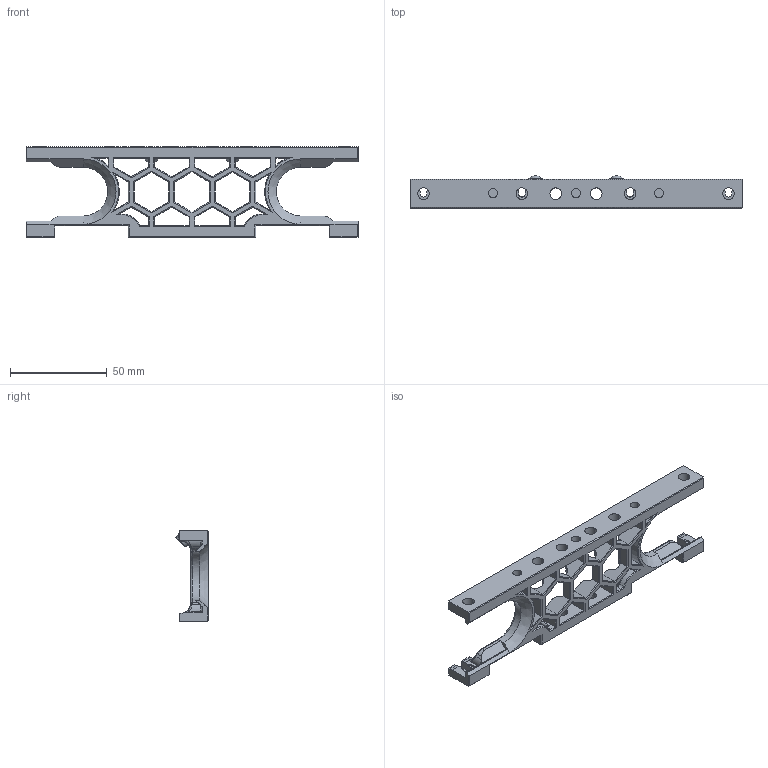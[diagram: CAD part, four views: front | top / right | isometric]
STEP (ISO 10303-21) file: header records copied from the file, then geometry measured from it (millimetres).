
FILE_DESCRIPTION (( 'STEP AP214' ), '1' );
FILE_NAME ('new_front_skirt.STEP', '2021-09-27T09:11:35', ( '' ), ( '' ), 'SwSTEP 2.0', 'SolidWorks 2021', '' );
FILE_SCHEMA (( 'AUTOMOTIVE_DESIGN' ));
Length unit declared in the file: millimetre
Products named in the file (1): new_front_skirt
Bounding box: 172 x 16.75 x 47 mm (x, y, z)
Volume: 33889.9 mm3; surface area: 21543.9 mm2
Topology: 1 solids, 1 shells, 488 faces, 1324 edges, 818 vertices
Faces by surface type: plane 270, cylinder 100, bspline 70, cone 30, torus 18
Entity records: 17478 total; most frequent: CARTESIAN_POINT 6027, ORIENTED_EDGE 2628, DIRECTION 2080, EDGE_CURVE 1314, VERTEX_POINT 818, LINE 758, VECTOR 758, AXIS2_PLACEMENT_3D 661
